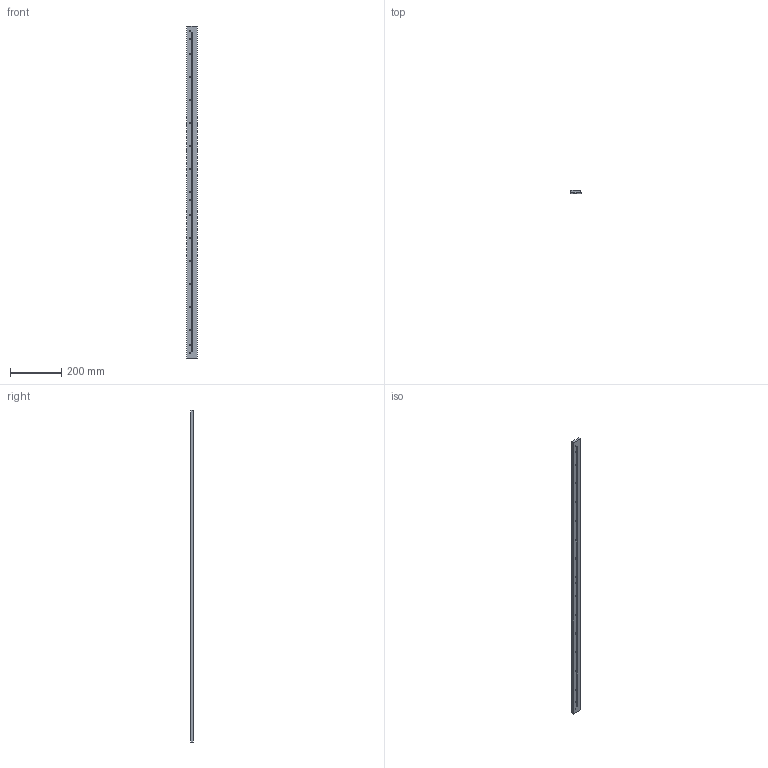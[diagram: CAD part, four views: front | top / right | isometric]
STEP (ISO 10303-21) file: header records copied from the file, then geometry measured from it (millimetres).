
FILE_DESCRIPTION(/* description */ (''),/* implementation_level */ '2;1');
FILE_NAME(/* name */ '200.02.stp',/* time_stamp */ '2017-11-15T12:31:30+03:00',/* author */ (''),/* organization */ (''),/* preprocessor_version */ 'ST-DEVELOPER v16',/* originating_system */ 'SIEMENS PLM Software NX 11.0',/* authorisation */ '');
FILE_SCHEMA (('AUTOMOTIVE_DESIGN { 1 0 10303 214 3 1 1 1 }'));
Length unit declared in the file: millimetre
Products named in the file (1): 200.02
Bounding box: 40 x 10 x 1300 mm (x, y, z)
Volume: 443341.9 mm3; surface area: 164413.7 mm2
Topology: 1 solids, 1 shells, 218 faces, 761 edges, 549 vertices
Faces by surface type: cylinder 159, cone 36, plane 23
Full cylindrical faces by diameter (mm): 1 x125, 4 x3, 4.2 x15
Entity records: 6791 total; most frequent: DIRECTION 1213, CARTESIAN_POINT 1028, ORIENTED_EDGE 842, EDGE_LOOP 687, FACE_BOUND 654, AXIS2_PLACEMENT_3D 573, EDGE_CURVE 421, VERTEX_POINT 388
